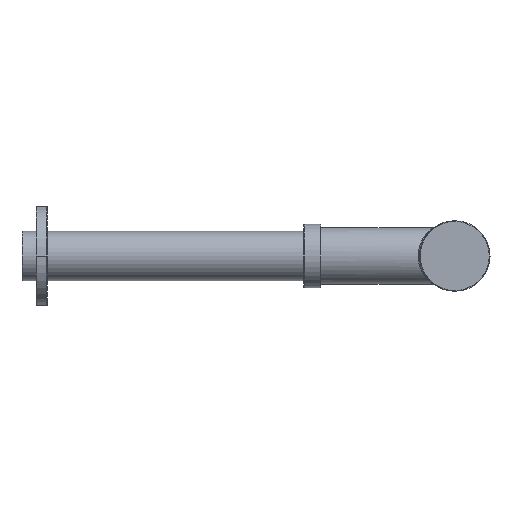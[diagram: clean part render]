
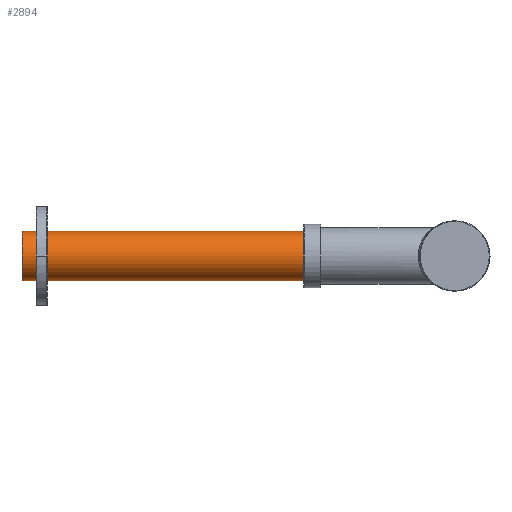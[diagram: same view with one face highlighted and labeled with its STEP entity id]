
A CAD part, front view. The second image highlights one B-rep face of the part: STEP entity #2894.
In plain terms, the highlighted cylindrical face has radius 444.5 mm (diameter 889 mm), a partial arc.
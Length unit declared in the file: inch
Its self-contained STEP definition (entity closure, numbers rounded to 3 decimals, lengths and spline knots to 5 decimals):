
#1107=CARTESIAN_POINT('',(-107.,56.5,0.));
#1108=DIRECTION('',(-1.,0.,0.));
#1109=DIRECTION('',(0.,0.,-1.));
#1110=AXIS2_PLACEMENT_3D('',#1107,#1108,#1109);
#1122=DIRECTION('',(-1.,0.,0.));
#1123=VECTOR('',#1122,200.);
#1124=CARTESIAN_POINT('',(-107.,56.5,17.5));
#1125=LINE('',#1124,#1123);
#1126=DIRECTION('',(-1.,0.,0.));
#1127=VECTOR('',#1126,200.);
#1128=CARTESIAN_POINT('',(-107.,56.5,-17.5));
#1129=LINE('',#1128,#1127);
#1135=CARTESIAN_POINT('',(-307.,56.5,0.));
#1136=DIRECTION('',(-1.,0.,0.));
#1137=DIRECTION('',(0.,0.,-1.));
#1138=AXIS2_PLACEMENT_3D('',#1135,#1136,#1137);
#1389=CARTESIAN_POINT('',(-307.,56.5,17.5));
#1390=CARTESIAN_POINT('',(-307.,56.5,-17.5));
#1391=VERTEX_POINT('',#1389);
#1392=VERTEX_POINT('',#1390);
#1393=CARTESIAN_POINT('',(-107.,56.5,17.5));
#1394=CARTESIAN_POINT('',(-107.,56.5,-17.5));
#1395=VERTEX_POINT('',#1393);
#1396=VERTEX_POINT('',#1394);
#2882=CARTESIAN_POINT('',(-107.,56.5,0.));
#2883=DIRECTION('',(-1.,0.,0.));
#2884=DIRECTION('',(0.,0.,1.));
#2885=AXIS2_PLACEMENT_3D('',#2882,#2883,#2884);
#2886=CYLINDRICAL_SURFACE('',#2885,17.5);
#2887=ORIENTED_EDGE('',*,*,#2862,.F.);
#2888=ORIENTED_EDGE('',*,*,#2877,.T.);
#2890=ORIENTED_EDGE('',*,*,#2889,.T.);
#2891=ORIENTED_EDGE('',*,*,#2873,.F.);
#2892=EDGE_LOOP('',(#2887,#2888,#2890,#2891));
#2893=FACE_OUTER_BOUND('',#2892,.F.);
#2894=ADVANCED_FACE('',(#2893),#2886,.T.);
#1111=CIRCLE('',#1110,17.5);
#1139=CIRCLE('',#1138,17.5);
#2862=EDGE_CURVE('',#1396,#1395,#1111,.T.);
#2873=EDGE_CURVE('',#1395,#1391,#1125,.T.);
#2877=EDGE_CURVE('',#1396,#1392,#1129,.T.);
#2889=EDGE_CURVE('',#1392,#1391,#1139,.T.);
